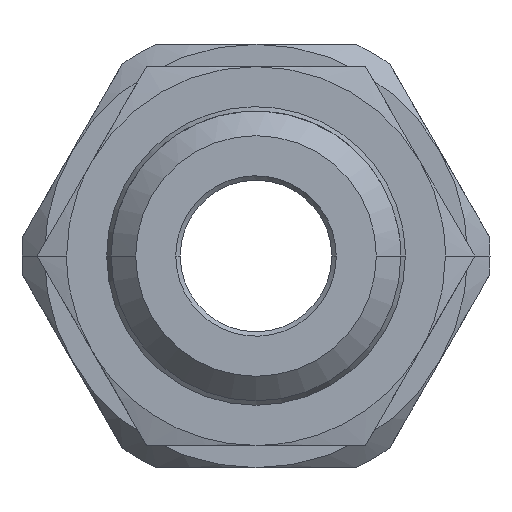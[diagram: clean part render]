
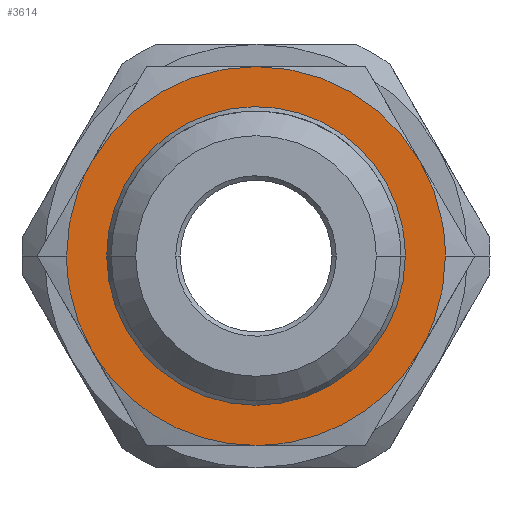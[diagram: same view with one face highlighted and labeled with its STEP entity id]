
A CAD part, front view. The second image highlights one B-rep face of the part: STEP entity #3614.
In plain terms, the highlighted planar face has unit normal (0, -1, 0).
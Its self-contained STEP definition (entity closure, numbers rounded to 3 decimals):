
#1187=CARTESIAN_POINT('Vertex',(0.,0.5,8.5)) ;
#1806=CARTESIAN_POINT('Vertex',(-7.361,0.5,4.25)) ;
#1809=CARTESIAN_POINT('Axis2P3D Location',(0.,0.5,0.)) ;
#1946=CARTESIAN_POINT('Vertex',(7.361,0.5,4.25)) ;
#2000=CARTESIAN_POINT('Axis2P3D Location',(0.,0.5,0.)) ;
#3478=CARTESIAN_POINT('Axis2P3D Location',(0.,0.5,0.)) ;
#3484=CARTESIAN_POINT('Control Point',(-8.5,0.5,0.)) ;
#3485=CARTESIAN_POINT('Control Point',(-8.5,0.5,0.824)) ;
#3486=CARTESIAN_POINT('Control Point',(-8.4,0.5,1.648)) ;
#3487=CARTESIAN_POINT('Control Point',(-8.201,0.5,2.455)) ;
#3488=CARTESIAN_POINT('Control Point',(-7.881,0.5,3.293)) ;
#3489=CARTESIAN_POINT('Control Point',(-7.459,0.5,4.077)) ;
#3490=CARTESIAN_POINT('Control Point',(-7.427,0.5,4.135)) ;
#3491=CARTESIAN_POINT('Control Point',(-7.394,0.5,4.193)) ;
#3492=CARTESIAN_POINT('Control Point',(-7.361,0.5,4.25)) ;
#3493=CARTESIAN_POINT('Vertex',(-8.5,0.5,0.)) ;
#3497=CARTESIAN_POINT('Control Point',(-7.361,0.5,-4.25)) ;
#3498=CARTESIAN_POINT('Control Point',(-7.79,0.5,-3.508)) ;
#3499=CARTESIAN_POINT('Control Point',(-8.125,0.5,-2.712)) ;
#3500=CARTESIAN_POINT('Control Point',(-8.357,0.5,-1.877)) ;
#3501=CARTESIAN_POINT('Control Point',(-8.486,0.5,-0.989)) ;
#3502=CARTESIAN_POINT('Control Point',(-8.5,0.5,-0.099)) ;
#3503=CARTESIAN_POINT('Control Point',(-8.5,0.5,-0.066)) ;
#3504=CARTESIAN_POINT('Control Point',(-8.5,0.5,-0.033)) ;
#3505=CARTESIAN_POINT('Control Point',(-8.5,0.5,0.)) ;
#3506=CARTESIAN_POINT('Vertex',(-7.361,0.5,-4.25)) ;
#3510=CARTESIAN_POINT('Control Point',(0.,0.5,-8.5)) ;
#3511=CARTESIAN_POINT('Control Point',(-0.857,0.5,-8.5)) ;
#3512=CARTESIAN_POINT('Control Point',(-1.714,0.5,-8.392)) ;
#3513=CARTESIAN_POINT('Control Point',(-2.553,0.5,-8.176)) ;
#3514=CARTESIAN_POINT('Control Point',(-4.158,0.5,-7.537)) ;
#3515=CARTESIAN_POINT('Control Point',(-5.554,0.5,-6.52)) ;
#3516=CARTESIAN_POINT('Control Point',(-6.184,0.5,-5.926)) ;
#3517=CARTESIAN_POINT('Control Point',(-6.775,0.5,-5.207)) ;
#3518=CARTESIAN_POINT('Control Point',(-7.26,0.5,-4.421)) ;
#3519=CARTESIAN_POINT('Control Point',(-7.294,0.5,-4.364)) ;
#3520=CARTESIAN_POINT('Control Point',(-7.328,0.5,-4.307)) ;
#3521=CARTESIAN_POINT('Control Point',(-7.361,0.5,-4.25)) ;
#3522=CARTESIAN_POINT('Vertex',(0.,0.5,-8.5)) ;
#3526=CARTESIAN_POINT('Control Point',(7.361,0.5,-4.25)) ;
#3527=CARTESIAN_POINT('Control Point',(6.933,0.5,-4.992)) ;
#3528=CARTESIAN_POINT('Control Point',(6.411,0.5,-5.68)) ;
#3529=CARTESIAN_POINT('Control Point',(5.804,0.5,-6.299)) ;
#3530=CARTESIAN_POINT('Control Point',(4.449,0.5,-7.369)) ;
#3531=CARTESIAN_POINT('Control Point',(2.87,0.5,-8.07)) ;
#3532=CARTESIAN_POINT('Control Point',(2.04,0.5,-8.319)) ;
#3533=CARTESIAN_POINT('Control Point',(1.122,0.5,-8.471)) ;
#3534=CARTESIAN_POINT('Control Point',(0.199,0.5,-8.498)) ;
#3535=CARTESIAN_POINT('Control Point',(0.133,0.5,-8.499)) ;
#3536=CARTESIAN_POINT('Control Point',(0.066,0.5,-8.5)) ;
#3537=CARTESIAN_POINT('Control Point',(0.,0.5,-8.5)) ;
#3538=CARTESIAN_POINT('Vertex',(7.361,0.5,-4.25)) ;
#3542=CARTESIAN_POINT('Control Point',(8.5,0.5,0.)) ;
#3543=CARTESIAN_POINT('Control Point',(8.5,0.5,-0.824)) ;
#3544=CARTESIAN_POINT('Control Point',(8.4,0.5,-1.648)) ;
#3545=CARTESIAN_POINT('Control Point',(8.201,0.5,-2.455)) ;
#3546=CARTESIAN_POINT('Control Point',(7.881,0.5,-3.293)) ;
#3547=CARTESIAN_POINT('Control Point',(7.459,0.5,-4.077)) ;
#3548=CARTESIAN_POINT('Control Point',(7.427,0.5,-4.135)) ;
#3549=CARTESIAN_POINT('Control Point',(7.394,0.5,-4.193)) ;
#3550=CARTESIAN_POINT('Control Point',(7.361,0.5,-4.25)) ;
#3551=CARTESIAN_POINT('Vertex',(8.5,0.5,0.)) ;
#3555=CARTESIAN_POINT('Control Point',(7.361,0.5,4.25)) ;
#3556=CARTESIAN_POINT('Control Point',(7.79,0.5,3.508)) ;
#3557=CARTESIAN_POINT('Control Point',(8.125,0.5,2.712)) ;
#3558=CARTESIAN_POINT('Control Point',(8.357,0.5,1.877)) ;
#3559=CARTESIAN_POINT('Control Point',(8.486,0.5,0.989)) ;
#3560=CARTESIAN_POINT('Control Point',(8.5,0.5,0.099)) ;
#3561=CARTESIAN_POINT('Control Point',(8.5,0.5,0.066)) ;
#3562=CARTESIAN_POINT('Control Point',(8.5,0.5,0.033)) ;
#3563=CARTESIAN_POINT('Control Point',(8.5,0.5,0.)) ;
#3576=CARTESIAN_POINT('Control Point',(-6.7,0.5,0.)) ;
#3577=CARTESIAN_POINT('Control Point',(-6.7,0.5,0.634)) ;
#3578=CARTESIAN_POINT('Control Point',(-6.625,0.5,1.268)) ;
#3579=CARTESIAN_POINT('Control Point',(-6.475,0.5,1.89)) ;
#3580=CARTESIAN_POINT('Control Point',(-6.031,0.5,3.087)) ;
#3581=CARTESIAN_POINT('Control Point',(-5.319,0.5,4.148)) ;
#3582=CARTESIAN_POINT('Control Point',(-4.902,0.5,4.633)) ;
#3583=CARTESIAN_POINT('Control Point',(-3.961,0.5,5.496)) ;
#3584=CARTESIAN_POINT('Control Point',(-2.845,0.5,6.116)) ;
#3585=CARTESIAN_POINT('Control Point',(-2.252,0.5,6.358)) ;
#3586=CARTESIAN_POINT('Control Point',(-1.021,0.5,6.698)) ;
#3587=CARTESIAN_POINT('Control Point',(0.255,0.5,6.74)) ;
#3588=CARTESIAN_POINT('Control Point',(0.893,0.5,6.686)) ;
#3589=CARTESIAN_POINT('Control Point',(2.143,0.5,6.427)) ;
#3590=CARTESIAN_POINT('Control Point',(3.299,0.5,5.884)) ;
#3591=CARTESIAN_POINT('Control Point',(3.841,0.5,5.545)) ;
#3592=CARTESIAN_POINT('Control Point',(4.836,0.5,4.744)) ;
#3593=CARTESIAN_POINT('Control Point',(5.617,0.5,3.734)) ;
#3594=CARTESIAN_POINT('Control Point',(5.946,0.5,3.185)) ;
#3595=CARTESIAN_POINT('Control Point',(6.373,0.5,2.229)) ;
#3596=CARTESIAN_POINT('Control Point',(6.608,0.5,1.213)) ;
#3597=CARTESIAN_POINT('Control Point',(6.669,0.5,0.811)) ;
#3598=CARTESIAN_POINT('Control Point',(6.7,0.5,0.406)) ;
#3599=CARTESIAN_POINT('Control Point',(6.7,0.5,0.)) ;
#3600=CARTESIAN_POINT('Vertex',(-6.7,0.5,0.)) ;
#3602=CARTESIAN_POINT('Vertex',(6.7,0.5,0.)) ;
#3605=CARTESIAN_POINT('Axis2P3D Location',(0.,0.5,0.)) ;
#1810=DIRECTION('Axis2P3D Direction',(-0.,1.,0.)) ;
#2001=DIRECTION('Axis2P3D Direction',(-0.,1.,0.)) ;
#3479=DIRECTION('Axis2P3D Direction',(0.,-1.,0.)) ;
#3480=DIRECTION('Axis2P3D XDirection',(-1.,0.,0.)) ;
#3606=DIRECTION('Axis2P3D Direction',(0.,-1.,0.)) ;
#1811=AXIS2_PLACEMENT_3D('Circle Axis2P3D',#1809,#1810,$) ;
#2002=AXIS2_PLACEMENT_3D('Circle Axis2P3D',#2000,#2001,$) ;
#3481=AXIS2_PLACEMENT_3D('Plane Axis2P3D',#3478,#3479,#3480) ;
#3607=AXIS2_PLACEMENT_3D('Circle Axis2P3D',#3605,#3606,$) ;
#3566=ORIENTED_EDGE('',*,*,#1813,.F.) ;
#3567=ORIENTED_EDGE('',*,*,#3495,.F.) ;
#3568=ORIENTED_EDGE('',*,*,#3508,.F.) ;
#3569=ORIENTED_EDGE('',*,*,#3524,.F.) ;
#3570=ORIENTED_EDGE('',*,*,#3540,.F.) ;
#3571=ORIENTED_EDGE('',*,*,#3553,.F.) ;
#3572=ORIENTED_EDGE('',*,*,#3564,.F.) ;
#3573=ORIENTED_EDGE('',*,*,#2004,.F.) ;
#3611=ORIENTED_EDGE('',*,*,#3604,.T.) ;
#3612=ORIENTED_EDGE('',*,*,#3609,.F.) ;
#3613=FACE_BOUND('',#3610,.T.) ;
#3614=ADVANCED_FACE('BS511-12G14',(#3574,#3613),#3482,.T.) ;
#3483=B_SPLINE_CURVE_WITH_KNOTS('',5,(#3484,#3485,#3486,#3487,#3488,#3489,#3490,#3491,#3492),.UNSPECIFIED.,.F.,.U.,(6,3,6),(6.294,12.119,12.588),.UNSPECIFIED.) ;
#3496=B_SPLINE_CURVE_WITH_KNOTS('',5,(#3497,#3498,#3499,#3500,#3501,#3502,#3503,#3504,#3505),.UNSPECIFIED.,.F.,.U.,(6,3,6),(0.,6.06,6.294),.UNSPECIFIED.) ;
#3509=B_SPLINE_CURVE_WITH_KNOTS('',5,(#3510,#3511,#3512,#3513,#3514,#3515,#3516,#3517,#3518,#3519,#3520,#3521),.UNSPECIFIED.,.F.,.U.,(6,3,3,6),(0.,6.06,12.119,12.588),.UNSPECIFIED.) ;
#3525=B_SPLINE_CURVE_WITH_KNOTS('',5,(#3526,#3527,#3528,#3529,#3530,#3531,#3532,#3533,#3534,#3535,#3536,#3537),.UNSPECIFIED.,.F.,.U.,(6,3,3,6),(0.,6.06,12.119,12.588),.UNSPECIFIED.) ;
#3541=B_SPLINE_CURVE_WITH_KNOTS('',5,(#3542,#3543,#3544,#3545,#3546,#3547,#3548,#3549,#3550),.UNSPECIFIED.,.F.,.U.,(6,3,6),(6.294,12.119,12.588),.UNSPECIFIED.) ;
#3554=B_SPLINE_CURVE_WITH_KNOTS('',5,(#3555,#3556,#3557,#3558,#3559,#3560,#3561,#3562,#3563),.UNSPECIFIED.,.F.,.U.,(6,3,6),(0.,6.06,6.294),.UNSPECIFIED.) ;
#3575=B_SPLINE_CURVE_WITH_KNOTS('',5,(#3576,#3577,#3578,#3579,#3580,#3581,#3582,#3583,#3584,#3585,#3586,#3587,#3588,#3589,#3590,#3591,#3592,#3593,#3594,#3595,#3596,#3597,#3598,#3599),.UNSPECIFIED.,.F.,.U.,(6,3,3,3,3,3,3,6),(0.,4.483,8.967,13.45,17.933,22.416,26.9,29.767),.UNSPECIFIED.) ;
#1812=CIRCLE('generated circle',#1811,8.5) ;
#2003=CIRCLE('generated circle',#2002,8.5) ;
#3608=CIRCLE('generated circle',#3607,6.7) ;
#1813=EDGE_CURVE('',#1807,#1188,#1812,.T.) ;
#2004=EDGE_CURVE('',#1188,#1947,#2003,.T.) ;
#3495=EDGE_CURVE('',#3494,#1807,#3483,.T.) ;
#3508=EDGE_CURVE('',#3507,#3494,#3496,.T.) ;
#3524=EDGE_CURVE('',#3523,#3507,#3509,.T.) ;
#3540=EDGE_CURVE('',#3539,#3523,#3525,.T.) ;
#3553=EDGE_CURVE('',#3552,#3539,#3541,.T.) ;
#3564=EDGE_CURVE('',#1947,#3552,#3554,.T.) ;
#3604=EDGE_CURVE('',#3601,#3603,#3575,.T.) ;
#3609=EDGE_CURVE('',#3601,#3603,#3608,.T.) ;
#3565=EDGE_LOOP('',(#3566,#3567,#3568,#3569,#3570,#3571,#3572,#3573)) ;
#3610=EDGE_LOOP('',(#3611,#3612)) ;
#3574=FACE_OUTER_BOUND('',#3565,.T.) ;
#3482=PLANE('',#3481) ;
#1188=VERTEX_POINT('',#1187) ;
#1807=VERTEX_POINT('',#1806) ;
#1947=VERTEX_POINT('',#1946) ;
#3494=VERTEX_POINT('',#3493) ;
#3507=VERTEX_POINT('',#3506) ;
#3523=VERTEX_POINT('',#3522) ;
#3539=VERTEX_POINT('',#3538) ;
#3552=VERTEX_POINT('',#3551) ;
#3601=VERTEX_POINT('',#3600) ;
#3603=VERTEX_POINT('',#3602) ;
